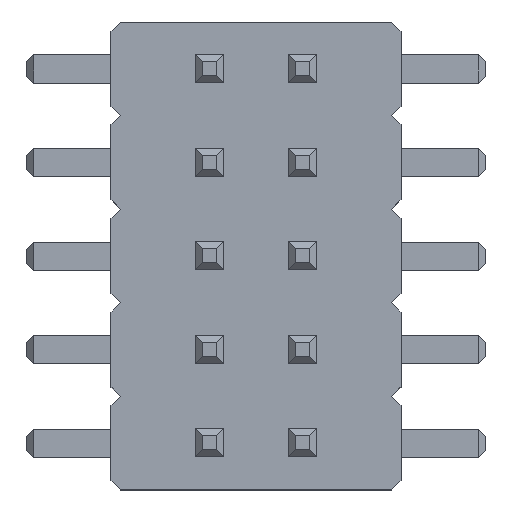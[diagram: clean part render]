
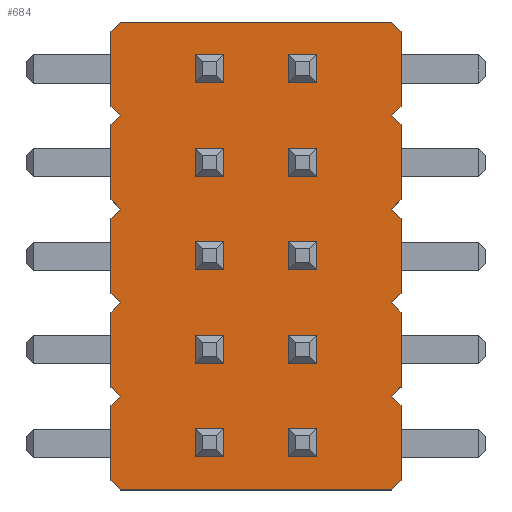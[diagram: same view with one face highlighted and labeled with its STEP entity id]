
A CAD part, top view. The second image highlights one B-rep face of the part: STEP entity #684.
In plain terms, the highlighted planar face has unit normal (0, 0, 1).
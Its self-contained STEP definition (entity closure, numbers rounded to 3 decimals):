
#24=VERTEX_POINT('',#25);
#25=CARTESIAN_POINT('',(-1.45,2.5,1.6));
#28=ORIENTED_EDGE('',*,*,#29,.T.);
#29=EDGE_CURVE('',#24,#30,#32,.T.);
#30=VERTEX_POINT('',#31);
#31=CARTESIAN_POINT('',(-1.55,2.4,1.6));
#32=LINE('',#25,#33);
#33=VECTOR('',#34,1.);
#34=DIRECTION('',(-0.707,-0.707,0.));
#45=DIRECTION('',(0.707,-0.707,0.));
#50=ORIENTED_EDGE('',*,*,#51,.T.);
#51=EDGE_CURVE('',#30,#52,#54,.T.);
#52=VERTEX_POINT('',#53);
#53=CARTESIAN_POINT('',(-1.55,1.6,1.6));
#54=LINE('',#31,#55);
#55=VECTOR('',#56,1.);
#56=DIRECTION('',(0.,-1.,0.));
#67=DIRECTION('',(1.,0.,0.));
#72=ORIENTED_EDGE('',*,*,#73,.T.);
#73=EDGE_CURVE('',#52,#74,#76,.T.);
#74=VERTEX_POINT('',#75);
#75=CARTESIAN_POINT('',(-1.45,1.5,1.6));
#76=LINE('',#53,#77);
#77=VECTOR('',#45,1.);
#88=DIRECTION('',(0.707,0.707,0.));
#93=ORIENTED_EDGE('',*,*,#94,.T.);
#94=EDGE_CURVE('',#74,#95,#97,.T.);
#95=VERTEX_POINT('',#96);
#96=CARTESIAN_POINT('',(-1.55,1.4,1.6));
#97=LINE('',#75,#33);
#112=ORIENTED_EDGE('',*,*,#113,.T.);
#113=EDGE_CURVE('',#95,#114,#116,.T.);
#114=VERTEX_POINT('',#115);
#115=CARTESIAN_POINT('',(-1.55,0.6,1.6));
#116=LINE('',#96,#55);
#131=ORIENTED_EDGE('',*,*,#132,.T.);
#132=EDGE_CURVE('',#114,#133,#135,.T.);
#133=VERTEX_POINT('',#134);
#134=CARTESIAN_POINT('',(-1.45,0.5,1.6));
#135=LINE('',#115,#77);
#150=ORIENTED_EDGE('',*,*,#151,.T.);
#151=EDGE_CURVE('',#133,#152,#154,.T.);
#152=VERTEX_POINT('',#153);
#153=CARTESIAN_POINT('',(-1.55,0.4,1.6));
#154=LINE('',#134,#33);
#169=ORIENTED_EDGE('',*,*,#170,.T.);
#170=EDGE_CURVE('',#152,#171,#173,.T.);
#171=VERTEX_POINT('',#172);
#172=CARTESIAN_POINT('',(-1.55,-0.4,1.6));
#173=LINE('',#153,#55);
#188=ORIENTED_EDGE('',*,*,#189,.T.);
#189=EDGE_CURVE('',#171,#190,#192,.T.);
#190=VERTEX_POINT('',#191);
#191=CARTESIAN_POINT('',(-1.45,-0.5,1.6));
#192=LINE('',#172,#77);
#207=ORIENTED_EDGE('',*,*,#208,.T.);
#208=EDGE_CURVE('',#190,#209,#211,.T.);
#209=VERTEX_POINT('',#210);
#210=CARTESIAN_POINT('',(-1.55,-0.6,1.6));
#211=LINE('',#191,#33);
#226=ORIENTED_EDGE('',*,*,#227,.T.);
#227=EDGE_CURVE('',#209,#228,#230,.T.);
#228=VERTEX_POINT('',#229);
#229=CARTESIAN_POINT('',(-1.55,-1.4,1.6));
#230=LINE('',#210,#55);
#245=ORIENTED_EDGE('',*,*,#246,.T.);
#246=EDGE_CURVE('',#228,#247,#249,.T.);
#247=VERTEX_POINT('',#248);
#248=CARTESIAN_POINT('',(-1.45,-1.5,1.6));
#249=LINE('',#229,#77);
#264=ORIENTED_EDGE('',*,*,#265,.T.);
#265=EDGE_CURVE('',#247,#266,#268,.T.);
#266=VERTEX_POINT('',#267);
#267=CARTESIAN_POINT('',(-1.55,-1.6,1.6));
#268=LINE('',#248,#33);
#283=ORIENTED_EDGE('',*,*,#284,.T.);
#284=EDGE_CURVE('',#266,#285,#287,.T.);
#285=VERTEX_POINT('',#286);
#286=CARTESIAN_POINT('',(-1.55,-2.4,1.6));
#287=LINE('',#267,#55);
#302=ORIENTED_EDGE('',*,*,#303,.T.);
#303=EDGE_CURVE('',#285,#304,#306,.T.);
#304=VERTEX_POINT('',#305);
#305=CARTESIAN_POINT('',(-1.45,-2.5,1.6));
#306=LINE('',#286,#77);
#321=ORIENTED_EDGE('',*,*,#322,.T.);
#322=EDGE_CURVE('',#304,#323,#325,.T.);
#323=VERTEX_POINT('',#324);
#324=CARTESIAN_POINT('',(1.45,-2.5,1.6));
#325=LINE('',#305,#326);
#326=VECTOR('',#67,1.);
#337=DIRECTION('',(0.,1.,0.));
#342=ORIENTED_EDGE('',*,*,#343,.T.);
#343=EDGE_CURVE('',#323,#344,#346,.T.);
#344=VERTEX_POINT('',#345);
#345=CARTESIAN_POINT('',(1.55,-2.4,1.6));
#346=LINE('',#324,#347);
#347=VECTOR('',#88,1.);
#358=DIRECTION('',(-0.707,0.707,0.));
#363=ORIENTED_EDGE('',*,*,#364,.T.);
#364=EDGE_CURVE('',#344,#365,#367,.T.);
#365=VERTEX_POINT('',#366);
#366=CARTESIAN_POINT('',(1.55,-1.6,1.6));
#367=LINE('',#345,#368);
#368=VECTOR('',#337,1.);
#384=ORIENTED_EDGE('',*,*,#385,.T.);
#385=EDGE_CURVE('',#365,#386,#388,.T.);
#386=VERTEX_POINT('',#387);
#387=CARTESIAN_POINT('',(1.45,-1.5,1.6));
#388=LINE('',#366,#389);
#389=VECTOR('',#358,1.);
#404=ORIENTED_EDGE('',*,*,#405,.T.);
#405=EDGE_CURVE('',#386,#406,#408,.T.);
#406=VERTEX_POINT('',#407);
#407=CARTESIAN_POINT('',(1.55,-1.4,1.6));
#408=LINE('',#387,#347);
#423=ORIENTED_EDGE('',*,*,#424,.T.);
#424=EDGE_CURVE('',#406,#425,#427,.T.);
#425=VERTEX_POINT('',#426);
#426=CARTESIAN_POINT('',(1.55,-0.6,1.6));
#427=LINE('',#407,#368);
#442=ORIENTED_EDGE('',*,*,#443,.T.);
#443=EDGE_CURVE('',#425,#444,#446,.T.);
#444=VERTEX_POINT('',#445);
#445=CARTESIAN_POINT('',(1.45,-0.5,1.6));
#446=LINE('',#426,#389);
#461=ORIENTED_EDGE('',*,*,#462,.T.);
#462=EDGE_CURVE('',#444,#463,#465,.T.);
#463=VERTEX_POINT('',#464);
#464=CARTESIAN_POINT('',(1.55,-0.4,1.6));
#465=LINE('',#445,#347);
#480=ORIENTED_EDGE('',*,*,#481,.T.);
#481=EDGE_CURVE('',#463,#482,#484,.T.);
#482=VERTEX_POINT('',#483);
#483=CARTESIAN_POINT('',(1.55,0.4,1.6));
#484=LINE('',#464,#368);
#499=ORIENTED_EDGE('',*,*,#500,.T.);
#500=EDGE_CURVE('',#482,#501,#503,.T.);
#501=VERTEX_POINT('',#502);
#502=CARTESIAN_POINT('',(1.45,0.5,1.6));
#503=LINE('',#483,#389);
#518=ORIENTED_EDGE('',*,*,#519,.T.);
#519=EDGE_CURVE('',#501,#520,#522,.T.);
#520=VERTEX_POINT('',#521);
#521=CARTESIAN_POINT('',(1.55,0.6,1.6));
#522=LINE('',#502,#347);
#537=ORIENTED_EDGE('',*,*,#538,.T.);
#538=EDGE_CURVE('',#520,#539,#541,.T.);
#539=VERTEX_POINT('',#540);
#540=CARTESIAN_POINT('',(1.55,1.4,1.6));
#541=LINE('',#521,#368);
#556=ORIENTED_EDGE('',*,*,#557,.T.);
#557=EDGE_CURVE('',#539,#558,#560,.T.);
#558=VERTEX_POINT('',#559);
#559=CARTESIAN_POINT('',(1.45,1.5,1.6));
#560=LINE('',#540,#389);
#575=ORIENTED_EDGE('',*,*,#576,.T.);
#576=EDGE_CURVE('',#558,#577,#579,.T.);
#577=VERTEX_POINT('',#578);
#578=CARTESIAN_POINT('',(1.55,1.6,1.6));
#579=LINE('',#559,#347);
#594=ORIENTED_EDGE('',*,*,#595,.T.);
#595=EDGE_CURVE('',#577,#596,#598,.T.);
#596=VERTEX_POINT('',#597);
#597=CARTESIAN_POINT('',(1.55,2.4,1.6));
#598=LINE('',#578,#368);
#613=ORIENTED_EDGE('',*,*,#614,.T.);
#614=EDGE_CURVE('',#596,#615,#617,.T.);
#615=VERTEX_POINT('',#616);
#616=CARTESIAN_POINT('',(1.45,2.5,1.6));
#617=LINE('',#597,#389);
#632=ORIENTED_EDGE('',*,*,#633,.T.);
#633=EDGE_CURVE('',#615,#24,#634,.T.);
#634=LINE('',#616,#635);
#635=VECTOR('',#636,1.);
#636=DIRECTION('',(-1.,0.,0.));
#682=DIRECTION('',(0.,0.,1.));
#683=DIRECTION('',(1.,0.,0.));
#684=ADVANCED_FACE('',(#685),#687,.T.);
#685=FACE_BOUND('',#686,.T.);
#686=EDGE_LOOP('',(#28,#50,#72,#93,#112,#131,#150,#169,#188,#207,#226,#245,#264,#283,#302,#321,#342,#363,#384,#404,#423,#442,#461,#480,#499,#518,#537,#556,#575,#594,#613,#632));
#687=PLANE('',#688);
#688=AXIS2_PLACEMENT_3D('',#689,#682,#683);
#689=CARTESIAN_POINT('',(0.,0.,1.6));
